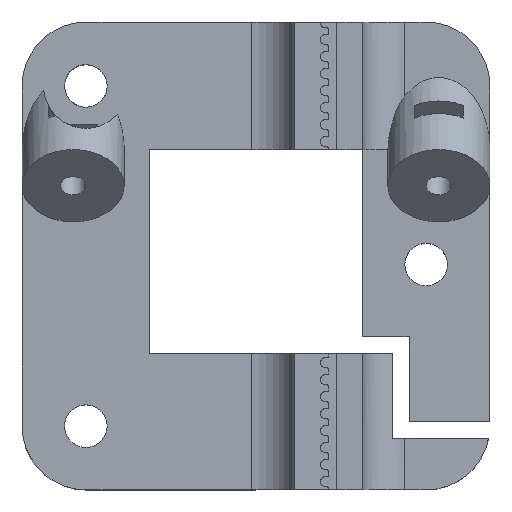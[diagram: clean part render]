
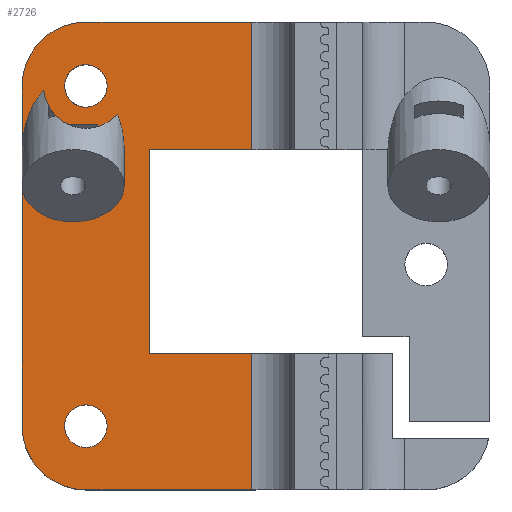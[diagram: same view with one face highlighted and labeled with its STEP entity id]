
A CAD part, top view. The second image highlights one B-rep face of the part: STEP entity #2726.
In plain terms, the highlighted planar face has unit normal (0, 0, 1).
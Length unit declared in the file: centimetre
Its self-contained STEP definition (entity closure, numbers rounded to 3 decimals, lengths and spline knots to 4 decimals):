
#42=PLANE('',#2891);
#117=CIRCLE('',#2884,0.5);
#119=CIRCLE('',#2890,0.25);
#120=CIRCLE('',#2895,0.75);
#121=CIRCLE('',#2896,0.75);
#122=CIRCLE('',#2897,0.25);
#269=ELLIPSE('',#2892,0.8485,0.6);
#270=ELLIPSE('',#2893,0.8485,0.6);
#271=ELLIPSE('',#2894,0.8485,0.6);
#276=VERTEX_POINT('',#3965);
#278=VERTEX_POINT('',#3994);
#279=VERTEX_POINT('',#3997);
#281=VERTEX_POINT('',#3999);
#289=VERTEX_POINT('',#4059);
#290=VERTEX_POINT('',#4062);
#291=VERTEX_POINT('',#4064);
#292=VERTEX_POINT('',#4067);
#293=VERTEX_POINT('',#4070);
#294=VERTEX_POINT('',#4072);
#295=VERTEX_POINT('',#4074);
#296=VERTEX_POINT('',#4076);
#297=VERTEX_POINT('',#4078);
#298=VERTEX_POINT('',#4080);
#299=VERTEX_POINT('',#4082);
#300=VERTEX_POINT('',#4084);
#301=VERTEX_POINT('',#4086);
#302=VERTEX_POINT('',#4088);
#303=VERTEX_POINT('',#4090);
#564=VECTOR('',#3209,1.);
#565=VECTOR('',#3210,1.);
#566=VECTOR('',#3215,1.);
#567=VECTOR('',#3218,1.);
#568=VECTOR('',#3219,1.);
#569=VECTOR('',#3220,1.);
#570=VECTOR('',#3221,1.);
#571=VECTOR('',#3222,1.);
#572=VECTOR('',#3223,1.);
#573=VECTOR('',#3224,1.);
#817=LINE('',#4063,#564);
#818=LINE('',#4065,#565);
#819=LINE('',#4069,#566);
#820=LINE('',#4073,#567);
#821=LINE('',#4075,#568);
#822=LINE('',#4077,#569);
#823=LINE('',#4079,#570);
#824=LINE('',#4081,#571);
#825=LINE('',#4083,#572);
#826=LINE('',#4085,#573);
#1067=EDGE_CURVE('',#276,#278,#117,.T.);
#1069=EDGE_CURVE('',#281,#279,#117,.T.);
#1079=EDGE_CURVE('',#289,#289,#119,.T.);
#1080=EDGE_CURVE('',#290,#281,#269,.T.);
#1081=EDGE_CURVE('',#291,#279,#817,.T.);
#1082=EDGE_CURVE('',#276,#291,#818,.T.);
#1083=EDGE_CURVE('',#278,#292,#270,.T.);
#1084=EDGE_CURVE('',#292,#290,#271,.T.);
#1085=EDGE_CURVE('',#293,#290,#819,.T.);
#1086=EDGE_CURVE('',#294,#293,#120,.T.);
#1087=EDGE_CURVE('',#295,#294,#820,.T.);
#1088=EDGE_CURVE('',#296,#295,#821,.T.);
#1089=EDGE_CURVE('',#296,#297,#822,.T.);
#1090=EDGE_CURVE('',#297,#298,#823,.T.);
#1091=EDGE_CURVE('',#298,#299,#824,.T.);
#1092=EDGE_CURVE('',#300,#299,#825,.T.);
#1093=EDGE_CURVE('',#301,#300,#826,.T.);
#1094=EDGE_CURVE('',#302,#301,#121,.T.);
#1095=EDGE_CURVE('',#290,#302,#819,.T.);
#1096=EDGE_CURVE('',#303,#303,#122,.T.);
#1505=ORIENTED_EDGE('',*,*,#1079,.F.);
#1506=ORIENTED_EDGE('',*,*,#1080,.T.);
#1507=ORIENTED_EDGE('',*,*,#1069,.T.);
#1508=ORIENTED_EDGE('',*,*,#1081,.F.);
#1509=ORIENTED_EDGE('',*,*,#1082,.F.);
#1510=ORIENTED_EDGE('',*,*,#1067,.T.);
#1511=ORIENTED_EDGE('',*,*,#1083,.T.);
#1512=ORIENTED_EDGE('',*,*,#1084,.T.);
#1513=ORIENTED_EDGE('',*,*,#1085,.F.);
#1514=ORIENTED_EDGE('',*,*,#1086,.F.);
#1515=ORIENTED_EDGE('',*,*,#1087,.F.);
#1516=ORIENTED_EDGE('',*,*,#1088,.F.);
#1517=ORIENTED_EDGE('',*,*,#1089,.T.);
#1518=ORIENTED_EDGE('',*,*,#1090,.T.);
#1519=ORIENTED_EDGE('',*,*,#1091,.T.);
#1520=ORIENTED_EDGE('',*,*,#1092,.F.);
#1521=ORIENTED_EDGE('',*,*,#1093,.F.);
#1522=ORIENTED_EDGE('',*,*,#1094,.F.);
#1523=ORIENTED_EDGE('',*,*,#1095,.F.);
#1524=ORIENTED_EDGE('',*,*,#1096,.F.);
#2342=EDGE_LOOP('',(#1505));
#2343=EDGE_LOOP('',(#1506,#1507,#1508,#1509,#1510,#1511,#1512,#1513,#1514,
#1515,#1516,#1517,#1518,#1519,#1520,#1521,#1522,#1523));
#2344=EDGE_LOOP('',(#1524));
#2535=FACE_BOUND('',#2342,.T.);
#2536=FACE_BOUND('',#2343,.T.);
#2537=FACE_BOUND('',#2344,.T.);
#2726=ADVANCED_FACE('',(#2535,#2536,#2537),#42,.T.);
#2884=AXIS2_PLACEMENT_3D('',#3995,#3188,#3189);
#2890=AXIS2_PLACEMENT_3D('',#4058,#3204,#3205);
#2891=AXIS2_PLACEMENT_3D('',#4060,#3206,$);
#2892=AXIS2_PLACEMENT_3D('',#4061,#3207,#3208);
#2893=AXIS2_PLACEMENT_3D('',#4066,#3211,#3212);
#2894=AXIS2_PLACEMENT_3D('',#4068,#3213,#3214);
#2895=AXIS2_PLACEMENT_3D('',#4071,#3216,#3217);
#2896=AXIS2_PLACEMENT_3D('',#4087,#3225,#3226);
#2897=AXIS2_PLACEMENT_3D('',#4089,#3227,#3228);
#3188=DIRECTION('',(0.,0.,1.));
#3189=DIRECTION('',(0.5,0.,0.));
#3204=DIRECTION('',(0.,0.,1.));
#3205=DIRECTION('',(0.25,0.,0.));
#3206=DIRECTION('',(0.,0.,1.));
#3207=DIRECTION('',(0.,0.,-1.));
#3208=DIRECTION('',(0.,0.849,0.));
#3209=DIRECTION('',(-1.,0.,0.));
#3210=DIRECTION('',(0.,1.,0.));
#3211=DIRECTION('',(0.,0.,-1.));
#3212=DIRECTION('',(0.,0.849,0.));
#3213=DIRECTION('',(0.,0.,-1.));
#3214=DIRECTION('',(0.,0.849,0.));
#3215=DIRECTION('',(0.,1.,0.));
#3216=DIRECTION('',(0.,0.,-1.));
#3217=DIRECTION('',(0.75,0.,0.));
#3218=DIRECTION('',(-1.,0.,0.));
#3219=DIRECTION('',(0.,-1.,0.));
#3220=DIRECTION('',(-1.,0.,0.));
#3221=DIRECTION('',(0.,1.,0.));
#3222=DIRECTION('',(1.,0.,0.));
#3223=DIRECTION('',(0.,-1.,0.));
#3224=DIRECTION('',(1.,0.,0.));
#3225=DIRECTION('',(0.,0.,-1.));
#3226=DIRECTION('',(0.75,0.,0.));
#3227=DIRECTION('',(0.,0.,1.));
#3228=DIRECTION('',(0.25,0.,0.));
#3965=CARTESIAN_POINT('',(0.89,4.27,1.));
#3994=CARTESIAN_POINT('',(1.1227,4.4167,1.));
#3995=CARTESIAN_POINT('',(0.75,4.75,1.));
#3997=CARTESIAN_POINT('',(0.5384,4.297,1.));
#3999=CARTESIAN_POINT('',(0.2533,4.6925,1.));
#4058=CARTESIAN_POINT('',(0.75,4.75,1.));
#4059=CARTESIAN_POINT('',(0.5169,4.8403,1.));
#4060=CARTESIAN_POINT('',(2.75,2.75,1.));
#4061=CARTESIAN_POINT('',(0.6,4.,1.));
#4062=CARTESIAN_POINT('',(0.,4.,1.));
#4063=CARTESIAN_POINT('',(0.675,4.297,1.));
#4064=CARTESIAN_POINT('',(0.89,4.297,1.));
#4065=CARTESIAN_POINT('',(0.89,4.5232,1.));
#4066=CARTESIAN_POINT('',(0.6,4.,1.));
#4067=CARTESIAN_POINT('',(0.6,3.1515,1.));
#4068=CARTESIAN_POINT('',(0.6,4.,1.));
#4069=CARTESIAN_POINT('',(0.,4.75,1.));
#4070=CARTESIAN_POINT('',(0.,0.75,1.));
#4071=CARTESIAN_POINT('',(0.75,0.75,1.));
#4072=CARTESIAN_POINT('',(0.75,0.,1.));
#4073=CARTESIAN_POINT('',(0.75,0.,1.));
#4074=CARTESIAN_POINT('',(2.7,0.,1.));
#4075=CARTESIAN_POINT('',(2.7,2.75,1.));
#4076=CARTESIAN_POINT('',(2.7,1.6,1.));
#4077=CARTESIAN_POINT('',(2.8375,1.6,1.));
#4078=CARTESIAN_POINT('',(1.5,1.6,1.));
#4079=CARTESIAN_POINT('',(1.5,2.775,1.));
#4080=CARTESIAN_POINT('',(1.5,4.,1.));
#4081=CARTESIAN_POINT('',(2.75,4.,1.));
#4082=CARTESIAN_POINT('',(2.7,4.,1.));
#4083=CARTESIAN_POINT('',(2.7,2.75,1.));
#4084=CARTESIAN_POINT('',(2.7,5.5,1.));
#4085=CARTESIAN_POINT('',(4.75,5.5,1.));
#4086=CARTESIAN_POINT('',(0.75,5.5,1.));
#4087=CARTESIAN_POINT('',(0.75,4.75,1.));
#4088=CARTESIAN_POINT('',(0.,4.75,1.));
#4089=CARTESIAN_POINT('',(0.75,0.75,1.));
#4090=CARTESIAN_POINT('',(1.,0.75,1.));
